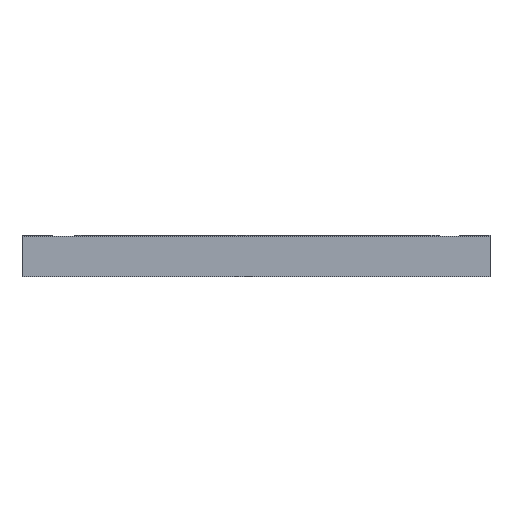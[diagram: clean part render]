
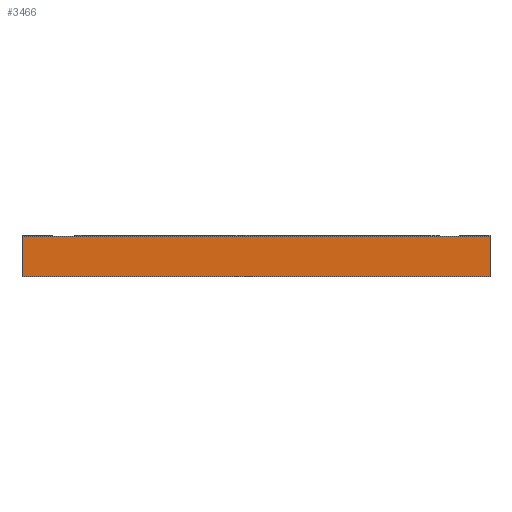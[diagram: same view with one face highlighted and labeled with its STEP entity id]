
A CAD part, front view. The second image highlights one B-rep face of the part: STEP entity #3466.
In plain terms, the highlighted planar face has unit normal (0, -1, 0).
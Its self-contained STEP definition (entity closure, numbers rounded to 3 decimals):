
#53 = EDGE_LOOP ( 'NONE', ( #2920, #2209, #3406, #2514 ) ) ;
#65 = VERTEX_POINT ( 'NONE', #4399 ) ;
#189 = CARTESIAN_POINT ( 'NONE',  ( 8.89, -13.95, 1.55 ) ) ;
#339 = EDGE_CURVE ( 'NONE', #3950, #3025, #763, .T. ) ;
#568 = FACE_OUTER_BOUND ( 'NONE', #53, .T. ) ;
#666 = PLANE ( 'NONE',  #1622 ) ;
#701 = VERTEX_POINT ( 'NONE', #3895 ) ;
#763 = LINE ( 'NONE', #3677, #4481 ) ;
#796 = EDGE_CURVE ( 'NONE', #701, #3025, #4587, .T. ) ;
#846 = DIRECTION ( 'NONE',  ( 0., 0., -1. ) ) ;
#1034 = DIRECTION ( 'NONE',  ( -1., 0., 0. ) ) ;
#1044 = VECTOR ( 'NONE', #4311, 1000. ) ;
#1049 = VECTOR ( 'NONE', #846, 1000. ) ;
#1055 = EDGE_CURVE ( 'NONE', #65, #3950, #1986, .T. ) ;
#1622 = AXIS2_PLACEMENT_3D ( 'NONE', #4279, #3206, #1034 ) ;
#1723 = CARTESIAN_POINT ( 'NONE',  ( 8.89, -13.95, 0. ) ) ;
#1986 = LINE ( 'NONE', #3942, #1044 ) ;
#2209 = ORIENTED_EDGE ( 'NONE', *, *, #339, .F. ) ;
#2247 = DIRECTION ( 'NONE',  ( 0., 0., -1. ) ) ;
#2514 = ORIENTED_EDGE ( 'NONE', *, *, #3159, .T. ) ;
#2665 = CARTESIAN_POINT ( 'NONE',  ( -8.89, -13.95, 1.55 ) ) ;
#2881 = CARTESIAN_POINT ( 'NONE',  ( 8.89, -13.95, 0. ) ) ;
#2920 = ORIENTED_EDGE ( 'NONE', *, *, #796, .T. ) ;
#3025 = VERTEX_POINT ( 'NONE', #1723 ) ;
#3159 = EDGE_CURVE ( 'NONE', #65, #701, #3802, .T. ) ;
#3206 = DIRECTION ( 'NONE',  ( 0., 1., 0. ) ) ;
#3406 = ORIENTED_EDGE ( 'NONE', *, *, #1055, .F. ) ;
#3466 = ADVANCED_FACE ( 'NONE', ( #568 ), #666, .F. ) ;
#3636 = VECTOR ( 'NONE', #3963, 1000. ) ;
#3677 = CARTESIAN_POINT ( 'NONE',  ( 8.89, -13.95, 1.55 ) ) ;
#3802 = LINE ( 'NONE', #2665, #1049 ) ;
#3895 = CARTESIAN_POINT ( 'NONE',  ( -8.89, -13.95, 0. ) ) ;
#3942 = CARTESIAN_POINT ( 'NONE',  ( 8.89, -13.95, 1.55 ) ) ;
#3950 = VERTEX_POINT ( 'NONE', #189 ) ;
#3963 = DIRECTION ( 'NONE',  ( 1., 0., 0. ) ) ;
#4279 = CARTESIAN_POINT ( 'NONE',  ( 8.89, -13.95, 1.55 ) ) ;
#4311 = DIRECTION ( 'NONE',  ( 1., 0., 0. ) ) ;
#4399 = CARTESIAN_POINT ( 'NONE',  ( -8.89, -13.95, 1.55 ) ) ;
#4481 = VECTOR ( 'NONE', #2247, 1000. ) ;
#4587 = LINE ( 'NONE', #2881, #3636 ) ;
